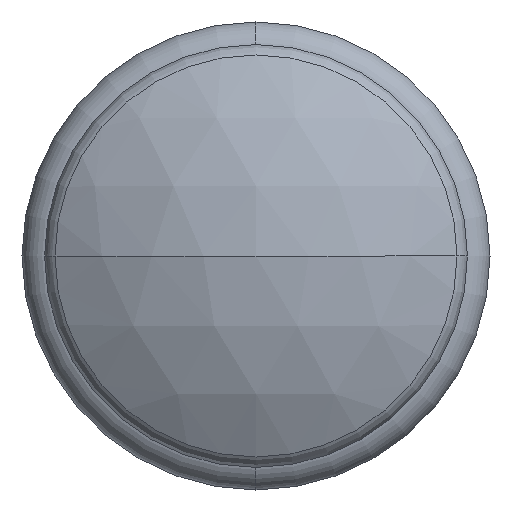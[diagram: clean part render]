
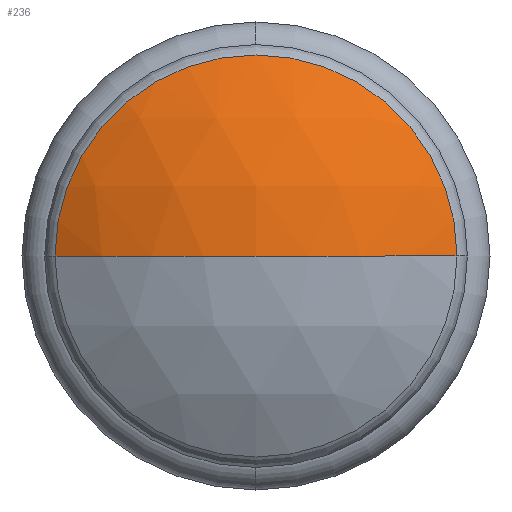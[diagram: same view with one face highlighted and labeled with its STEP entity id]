
A CAD part, left-side view. The second image highlights one B-rep face of the part: STEP entity #236.
In plain terms, the highlighted spherical face has radius 4.454 mm.
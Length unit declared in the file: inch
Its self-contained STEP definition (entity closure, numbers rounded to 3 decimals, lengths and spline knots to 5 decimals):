
#13 = DIRECTION ( 'NONE',  ( -1., 0., 0. ) ) ;
#35 = CARTESIAN_POINT ( 'NONE',  ( -0.14932, 0., 0. ) ) ;
#46 = AXIS2_PLACEMENT_3D ( 'NONE', #123, #62, #13 ) ;
#61 = DIRECTION ( 'NONE',  ( 1., 0., 0. ) ) ;
#62 = DIRECTION ( 'NONE',  ( 0., 0., -1. ) ) ;
#68 = DIRECTION ( 'NONE',  ( 0., 1., 0. ) ) ;
#123 = CARTESIAN_POINT ( 'NONE',  ( 0., 0., 0. ) ) ;
#158 = VERTEX_POINT ( 'NONE', #869 ) ;
#174 = FACE_OUTER_BOUND ( 'NONE', #1840, .T. ) ;
#236 = ADVANCED_FACE ( 'NONE', ( #174 ), #1787, .T. ) ;
#276 = VERTEX_POINT ( 'NONE', #563 ) ;
#297 = CIRCLE ( 'NONE', #1445, 0.09193 ) ;
#358 = DIRECTION ( 'NONE',  ( 0., 0., 1. ) ) ;
#517 = ORIENTED_EDGE ( 'NONE', *, *, #795, .F. ) ;
#563 = CARTESIAN_POINT ( 'NONE',  ( -0.17535, 0., 0. ) ) ;
#571 = ORIENTED_EDGE ( 'NONE', *, *, #1239, .T. ) ;
#737 = AXIS2_PLACEMENT_3D ( 'NONE', #1702, #358, #932 ) ;
#795 = EDGE_CURVE ( 'NONE', #276, #1494, #1141, .T. ) ;
#869 = CARTESIAN_POINT ( 'NONE',  ( -0.14932, -0.09193, 0. ) ) ;
#902 = DIRECTION ( 'NONE',  ( 0., 0., 1. ) ) ;
#932 = DIRECTION ( 'NONE',  ( 0., -1., 0. ) ) ;
#1037 = CARTESIAN_POINT ( 'NONE',  ( -0.14932, 0.09193, 0. ) ) ;
#1141 = CIRCLE ( 'NONE', #46, 0.17535 ) ;
#1200 = CARTESIAN_POINT ( 'NONE',  ( 0., 0., 0. ) ) ;
#1239 = EDGE_CURVE ( 'NONE', #276, #158, #1998, .T. ) ;
#1379 = ORIENTED_EDGE ( 'NONE', *, *, #1622, .F. ) ;
#1445 = AXIS2_PLACEMENT_3D ( 'NONE', #35, #61, #68 ) ;
#1455 = AXIS2_PLACEMENT_3D ( 'NONE', #1200, #902, #1626 ) ;
#1494 = VERTEX_POINT ( 'NONE', #1037 ) ;
#1622 = EDGE_CURVE ( 'NONE', #1494, #158, #297, .T. ) ;
#1626 = DIRECTION ( 'NONE',  ( 0., 1., 0. ) ) ;
#1702 = CARTESIAN_POINT ( 'NONE',  ( 0., 0., 0. ) ) ;
#1787 = SPHERICAL_SURFACE ( 'NONE', #1455, 0.17535 ) ;
#1840 = EDGE_LOOP ( 'NONE', ( #517, #571, #1379 ) ) ;
#1998 = CIRCLE ( 'NONE', #737, 0.17535 ) ;
